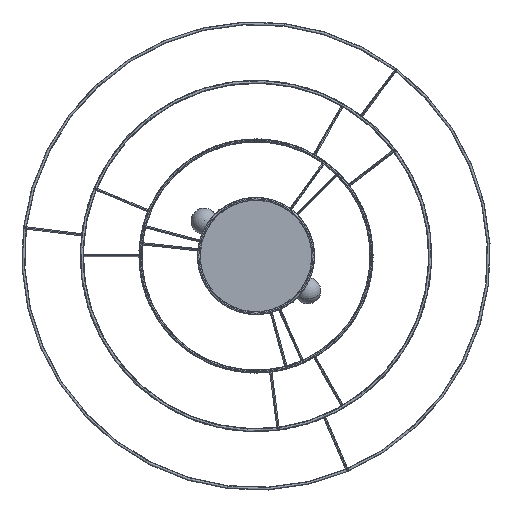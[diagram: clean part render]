
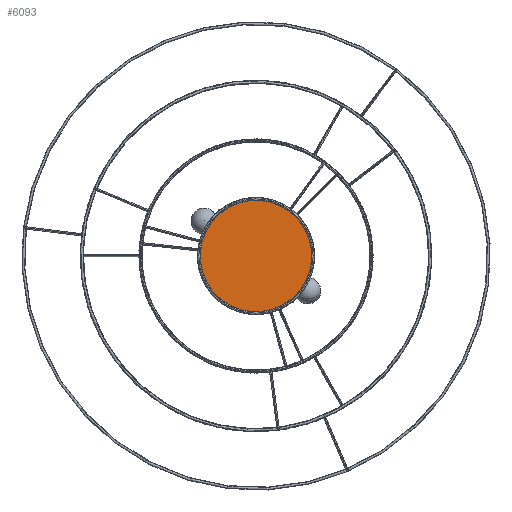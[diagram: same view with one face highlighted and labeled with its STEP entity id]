
A CAD part, front view. The second image highlights one B-rep face of the part: STEP entity #6093.
In plain terms, the highlighted planar face has unit normal (0, -1, 0).
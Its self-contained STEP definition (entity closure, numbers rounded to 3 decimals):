
#1388 = AXIS2_PLACEMENT_3D ( 'NONE', #8101, #8280, #17810 ) ;
#1448 = ORIENTED_EDGE ( 'NONE', *, *, #4573, .F. ) ;
#1646 = DIRECTION ( 'NONE',  ( 0., 1., 0. ) ) ;
#3007 = CARTESIAN_POINT ( 'NONE',  ( 0., 0., 97.5 ) ) ;
#4221 = EDGE_CURVE ( 'NONE', #12133, #8299, #13798, .T. ) ;
#4573 = EDGE_CURVE ( 'NONE', #8299, #12133, #15342, .T. ) ;
#4619 = CARTESIAN_POINT ( 'NONE',  ( 0., 0., 0. ) ) ;
#5704 = AXIS2_PLACEMENT_3D ( 'NONE', #5749, #1646, #17006 ) ;
#5749 = CARTESIAN_POINT ( 'NONE',  ( 0., 0., 0. ) ) ;
#6093 = ADVANCED_FACE ( 'NONE', ( #16495 ), #11356, .F. ) ;
#7312 = DIRECTION ( 'NONE',  ( 0., 1., 0. ) ) ;
#7345 = AXIS2_PLACEMENT_3D ( 'NONE', #4619, #7312, #15681 ) ;
#8101 = CARTESIAN_POINT ( 'NONE',  ( 0., 0., 0. ) ) ;
#8280 = DIRECTION ( 'NONE',  ( 0., 1., 0. ) ) ;
#8299 = VERTEX_POINT ( 'NONE', #12799 ) ;
#10740 = EDGE_LOOP ( 'NONE', ( #1448, #16066 ) ) ;
#11356 = PLANE ( 'NONE',  #5704 ) ;
#12133 = VERTEX_POINT ( 'NONE', #3007 ) ;
#12799 = CARTESIAN_POINT ( 'NONE',  ( 0., 0., -97.5 ) ) ;
#13798 = CIRCLE ( 'NONE', #1388, 97.5 ) ;
#15342 = CIRCLE ( 'NONE', #7345, 97.5 ) ;
#15681 = DIRECTION ( 'NONE',  ( 0., 0., 1. ) ) ;
#16066 = ORIENTED_EDGE ( 'NONE', *, *, #4221, .F. ) ;
#16495 = FACE_OUTER_BOUND ( 'NONE', #10740, .T. ) ;
#17006 = DIRECTION ( 'NONE',  ( 0., 0., 1. ) ) ;
#17810 = DIRECTION ( 'NONE',  ( 0., 0., 1. ) ) ;
